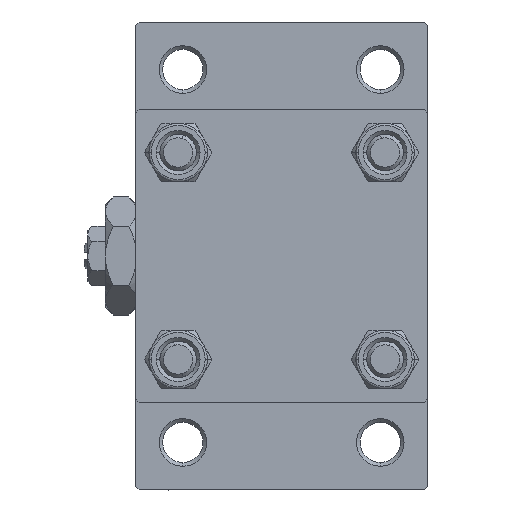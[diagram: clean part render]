
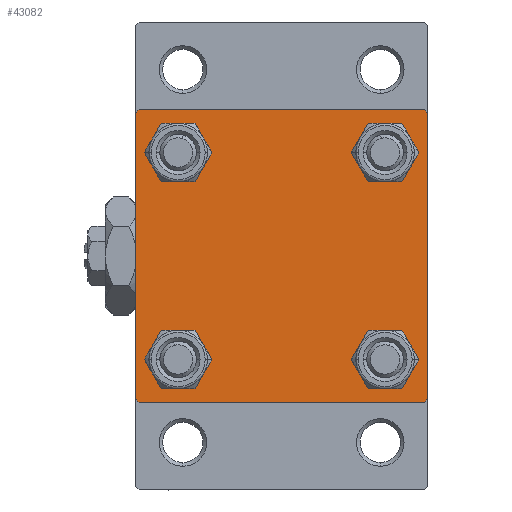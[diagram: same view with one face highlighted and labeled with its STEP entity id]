
A CAD part, left-side view. The second image highlights one B-rep face of the part: STEP entity #43082.
In plain terms, the highlighted planar face has unit normal (-1, 0, 0).
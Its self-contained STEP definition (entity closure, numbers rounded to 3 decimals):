
#38 = DIRECTION ( 'NONE',  ( 0., 0., 1. ) ) ;
#87 = AXIS2_PLACEMENT_3D ( 'NONE', #35174, #15925, #38 ) ;
#997 = LINE ( 'NONE', #39739, #11636 ) ;
#1592 = FACE_BOUND ( 'NONE', #11560, .T. ) ;
#1820 = EDGE_CURVE ( 'NONE', #27488, #12207, #11933, .T. ) ;
#2107 = DIRECTION ( 'NONE',  ( 0., 0., 1. ) ) ;
#2495 = CARTESIAN_POINT ( 'NONE',  ( 0., -19.5, -20. ) ) ;
#3352 = DIRECTION ( 'NONE',  ( 0., 0.707, -0.707 ) ) ;
#3678 = DIRECTION ( 'NONE',  ( 0., 0., -1. ) ) ;
#3911 = ORIENTED_EDGE ( 'NONE', *, *, #26265, .T. ) ;
#4366 = EDGE_LOOP ( 'NONE', ( #39360, #3911, #18526, #21743, #44844, #38357, #38787, #29528 ) ) ;
#6239 = CARTESIAN_POINT ( 'NONE',  ( 0., -14.15, 14.15 ) ) ;
#6546 = DIRECTION ( 'NONE',  ( 0., 0., -1. ) ) ;
#7084 = DIRECTION ( 'NONE',  ( 1., 0., 0. ) ) ;
#7536 = CIRCLE ( 'NONE', #37836, 3. ) ;
#8146 = CARTESIAN_POINT ( 'NONE',  ( 0., -20., 19.5 ) ) ;
#8598 = DIRECTION ( 'NONE',  ( 1., 0., 0. ) ) ;
#8812 = CARTESIAN_POINT ( 'NONE',  ( 0., -14.15, 17.15 ) ) ;
#8970 = ORIENTED_EDGE ( 'NONE', *, *, #36816, .T. ) ;
#9243 = VECTOR ( 'NONE', #46208, 1000. ) ;
#9324 = DIRECTION ( 'NONE',  ( 0., 0., 1. ) ) ;
#9903 = AXIS2_PLACEMENT_3D ( 'NONE', #39148, #8598, #47576 ) ;
#10345 = DIRECTION ( 'NONE',  ( 0., -1., 0. ) ) ;
#10570 = LINE ( 'NONE', #37997, #9243 ) ;
#11526 = DIRECTION ( 'NONE',  ( 0., 0., 1. ) ) ;
#11550 = CARTESIAN_POINT ( 'NONE',  ( 0., 19.75, 19.75 ) ) ;
#11560 = EDGE_LOOP ( 'NONE', ( #8970, #17831 ) ) ;
#11636 = VECTOR ( 'NONE', #3678, 1000. ) ;
#11784 = CIRCLE ( 'NONE', #14224, 3. ) ;
#11933 = CIRCLE ( 'NONE', #31579, 3. ) ;
#12207 = VERTEX_POINT ( 'NONE', #8812 ) ;
#12537 = VERTEX_POINT ( 'NONE', #49004 ) ;
#13028 = DIRECTION ( 'NONE',  ( 0., 0., 1. ) ) ;
#13223 = VERTEX_POINT ( 'NONE', #49075 ) ;
#13628 = AXIS2_PLACEMENT_3D ( 'NONE', #6239, #33151, #9324 ) ;
#13877 = CARTESIAN_POINT ( 'NONE',  ( 0., -19.5, 20. ) ) ;
#14186 = DIRECTION ( 'NONE',  ( 1., 0., 0. ) ) ;
#14224 = AXIS2_PLACEMENT_3D ( 'NONE', #29177, #47908, #13028 ) ;
#14291 = DIRECTION ( 'NONE',  ( 1., 0., 0. ) ) ;
#14369 = VERTEX_POINT ( 'NONE', #22699 ) ;
#15283 = CARTESIAN_POINT ( 'NONE',  ( 0., -14.15, -14.15 ) ) ;
#15836 = VERTEX_POINT ( 'NONE', #8146 ) ;
#15925 = DIRECTION ( 'NONE',  ( 1., 0., 0. ) ) ;
#16004 = CARTESIAN_POINT ( 'NONE',  ( 0., 20., 20. ) ) ;
#16194 = VERTEX_POINT ( 'NONE', #39126 ) ;
#16619 = VECTOR ( 'NONE', #43612, 1000. ) ;
#17131 = VERTEX_POINT ( 'NONE', #2495 ) ;
#17256 = EDGE_LOOP ( 'NONE', ( #30012, #45879 ) ) ;
#17486 = FACE_BOUND ( 'NONE', #36054, .T. ) ;
#17831 = ORIENTED_EDGE ( 'NONE', *, *, #1820, .T. ) ;
#17999 = CARTESIAN_POINT ( 'NONE',  ( 0., 0., 0. ) ) ;
#18022 = CARTESIAN_POINT ( 'NONE',  ( 0., 14.15, -14.15 ) ) ;
#18526 = ORIENTED_EDGE ( 'NONE', *, *, #19556, .T. ) ;
#18944 = VECTOR ( 'NONE', #43695, 1000. ) ;
#19498 = EDGE_CURVE ( 'NONE', #20676, #22681, #28041, .T. ) ;
#19556 = EDGE_CURVE ( 'NONE', #46087, #17131, #44970, .T. ) ;
#19846 = EDGE_CURVE ( 'NONE', #20676, #14369, #50011, .T. ) ;
#20676 = VERTEX_POINT ( 'NONE', #39263 ) ;
#20893 = CIRCLE ( 'NONE', #28283, 3. ) ;
#21465 = CARTESIAN_POINT ( 'NONE',  ( 0., -14.15, 14.15 ) ) ;
#21743 = ORIENTED_EDGE ( 'NONE', *, *, #22264, .T. ) ;
#21775 = CIRCLE ( 'NONE', #13628, 3. ) ;
#22216 = DIRECTION ( 'NONE',  ( 0., 0., 1. ) ) ;
#22264 = EDGE_CURVE ( 'NONE', #17131, #28615, #28585, .T. ) ;
#22546 = CIRCLE ( 'NONE', #29912, 3. ) ;
#22681 = VERTEX_POINT ( 'NONE', #13877 ) ;
#22699 = CARTESIAN_POINT ( 'NONE',  ( 0., 20., 19.5 ) ) ;
#23002 = ORIENTED_EDGE ( 'NONE', *, *, #47246, .T. ) ;
#23777 = EDGE_CURVE ( 'NONE', #14369, #48572, #997, .T. ) ;
#24225 = EDGE_CURVE ( 'NONE', #36499, #12537, #7536, .T. ) ;
#24301 = CARTESIAN_POINT ( 'NONE',  ( 0., -14.15, 11.15 ) ) ;
#24352 = LINE ( 'NONE', #32055, #16619 ) ;
#26020 = LINE ( 'NONE', #37071, #39834 ) ;
#26265 = EDGE_CURVE ( 'NONE', #48572, #46087, #10570, .T. ) ;
#26273 = CARTESIAN_POINT ( 'NONE',  ( 0., -14.15, -17.15 ) ) ;
#27259 = EDGE_CURVE ( 'NONE', #15836, #22681, #24352, .T. ) ;
#27488 = VERTEX_POINT ( 'NONE', #24301 ) ;
#27626 = EDGE_CURVE ( 'NONE', #41156, #13223, #11784, .T. ) ;
#28041 = LINE ( 'NONE', #16004, #18944 ) ;
#28283 = AXIS2_PLACEMENT_3D ( 'NONE', #31008, #46660, #11526 ) ;
#28585 = LINE ( 'NONE', #32685, #32835 ) ;
#28615 = VERTEX_POINT ( 'NONE', #49933 ) ;
#29177 = CARTESIAN_POINT ( 'NONE',  ( 0., 14.15, 14.15 ) ) ;
#29528 = ORIENTED_EDGE ( 'NONE', *, *, #19846, .T. ) ;
#29598 = VECTOR ( 'NONE', #3352, 1000. ) ;
#29789 = FACE_OUTER_BOUND ( 'NONE', #4366, .T. ) ;
#29815 = DIRECTION ( 'NONE',  ( 0., 0., 1. ) ) ;
#29912 = AXIS2_PLACEMENT_3D ( 'NONE', #18022, #14186, #29815 ) ;
#30012 = ORIENTED_EDGE ( 'NONE', *, *, #31919, .T. ) ;
#30437 = VECTOR ( 'NONE', #10345, 1000. ) ;
#31008 = CARTESIAN_POINT ( 'NONE',  ( 0., 14.15, -14.15 ) ) ;
#31026 = AXIS2_PLACEMENT_3D ( 'NONE', #17999, #48532, #2107 ) ;
#31168 = CIRCLE ( 'NONE', #9903, 3. ) ;
#31331 = EDGE_CURVE ( 'NONE', #49681, #16194, #20893, .T. ) ;
#31579 = AXIS2_PLACEMENT_3D ( 'NONE', #21465, #14291, #22216 ) ;
#31919 = EDGE_CURVE ( 'NONE', #16194, #49681, #22546, .T. ) ;
#32055 = CARTESIAN_POINT ( 'NONE',  ( 0., -19.75, 19.75 ) ) ;
#32685 = CARTESIAN_POINT ( 'NONE',  ( 0., -19.75, -19.75 ) ) ;
#32835 = VECTOR ( 'NONE', #41159, 1000. ) ;
#33151 = DIRECTION ( 'NONE',  ( 1., 0., 0. ) ) ;
#33640 = PLANE ( 'NONE',  #31026 ) ;
#33918 = CARTESIAN_POINT ( 'NONE',  ( 0., 20., -20. ) ) ;
#35174 = CARTESIAN_POINT ( 'NONE',  ( 0., 14.15, 14.15 ) ) ;
#36054 = EDGE_LOOP ( 'NONE', ( #48558, #42776 ) ) ;
#36332 = EDGE_CURVE ( 'NONE', #15836, #28615, #26020, .T. ) ;
#36499 = VERTEX_POINT ( 'NONE', #26273 ) ;
#36816 = EDGE_CURVE ( 'NONE', #12207, #27488, #21775, .T. ) ;
#36848 = ORIENTED_EDGE ( 'NONE', *, *, #24225, .T. ) ;
#37071 = CARTESIAN_POINT ( 'NONE',  ( 0., -20., 20. ) ) ;
#37237 = CARTESIAN_POINT ( 'NONE',  ( 0., 14.15, 17.15 ) ) ;
#37494 = FACE_BOUND ( 'NONE', #50380, .T. ) ;
#37836 = AXIS2_PLACEMENT_3D ( 'NONE', #15283, #7084, #50665 ) ;
#37997 = CARTESIAN_POINT ( 'NONE',  ( 0., 19.75, -19.75 ) ) ;
#38357 = ORIENTED_EDGE ( 'NONE', *, *, #27259, .T. ) ;
#38787 = ORIENTED_EDGE ( 'NONE', *, *, #19498, .F. ) ;
#39126 = CARTESIAN_POINT ( 'NONE',  ( 0., 14.15, -11.15 ) ) ;
#39148 = CARTESIAN_POINT ( 'NONE',  ( 0., -14.15, -14.15 ) ) ;
#39263 = CARTESIAN_POINT ( 'NONE',  ( 0., 19.5, 20. ) ) ;
#39360 = ORIENTED_EDGE ( 'NONE', *, *, #23777, .T. ) ;
#39739 = CARTESIAN_POINT ( 'NONE',  ( 0., 20., 20. ) ) ;
#39834 = VECTOR ( 'NONE', #6546, 1000. ) ;
#41156 = VERTEX_POINT ( 'NONE', #37237 ) ;
#41159 = DIRECTION ( 'NONE',  ( 0., -0.707, 0.707 ) ) ;
#42468 = CARTESIAN_POINT ( 'NONE',  ( 0., 14.15, -17.15 ) ) ;
#42776 = ORIENTED_EDGE ( 'NONE', *, *, #48082, .T. ) ;
#43082 = ADVANCED_FACE ( 'NONE', ( #1592, #37494, #44685, #17486, #29789 ), #33640, .T. ) ;
#43612 = DIRECTION ( 'NONE',  ( 0., 0.707, 0.707 ) ) ;
#43695 = DIRECTION ( 'NONE',  ( 0., -1., 0. ) ) ;
#44289 = CARTESIAN_POINT ( 'NONE',  ( 0., 19.5, -20. ) ) ;
#44685 = FACE_BOUND ( 'NONE', #17256, .T. ) ;
#44844 = ORIENTED_EDGE ( 'NONE', *, *, #36332, .F. ) ;
#44970 = LINE ( 'NONE', #33918, #30437 ) ;
#45879 = ORIENTED_EDGE ( 'NONE', *, *, #31331, .T. ) ;
#45961 = CIRCLE ( 'NONE', #87, 3. ) ;
#46087 = VERTEX_POINT ( 'NONE', #44289 ) ;
#46208 = DIRECTION ( 'NONE',  ( 0., -0.707, -0.707 ) ) ;
#46660 = DIRECTION ( 'NONE',  ( 1., 0., 0. ) ) ;
#46888 = CARTESIAN_POINT ( 'NONE',  ( 0., 20., -19.5 ) ) ;
#47246 = EDGE_CURVE ( 'NONE', #12537, #36499, #31168, .T. ) ;
#47576 = DIRECTION ( 'NONE',  ( 0., 0., 1. ) ) ;
#47908 = DIRECTION ( 'NONE',  ( 1., 0., 0. ) ) ;
#48082 = EDGE_CURVE ( 'NONE', #13223, #41156, #45961, .T. ) ;
#48532 = DIRECTION ( 'NONE',  ( -1., 0., 0. ) ) ;
#48558 = ORIENTED_EDGE ( 'NONE', *, *, #27626, .T. ) ;
#48572 = VERTEX_POINT ( 'NONE', #46888 ) ;
#49004 = CARTESIAN_POINT ( 'NONE',  ( 0., -14.15, -11.15 ) ) ;
#49075 = CARTESIAN_POINT ( 'NONE',  ( 0., 14.15, 11.15 ) ) ;
#49681 = VERTEX_POINT ( 'NONE', #42468 ) ;
#49933 = CARTESIAN_POINT ( 'NONE',  ( 0., -20., -19.5 ) ) ;
#50011 = LINE ( 'NONE', #11550, #29598 ) ;
#50380 = EDGE_LOOP ( 'NONE', ( #23002, #36848 ) ) ;
#50665 = DIRECTION ( 'NONE',  ( 0., 0., 1. ) ) ;
